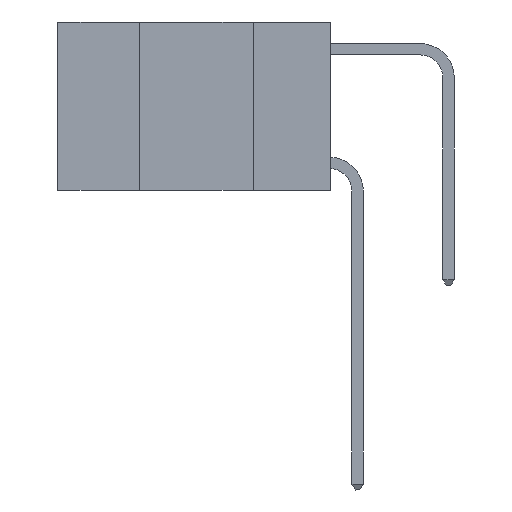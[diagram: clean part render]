
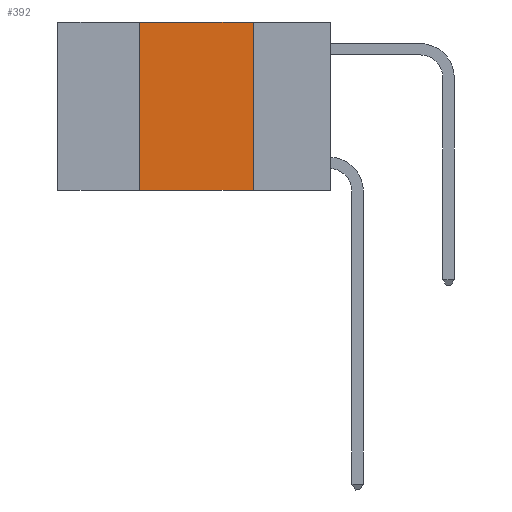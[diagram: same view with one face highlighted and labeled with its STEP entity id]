
A CAD part, left-side view. The second image highlights one B-rep face of the part: STEP entity #392.
In plain terms, the highlighted planar face has unit normal (-1, 0, 0).
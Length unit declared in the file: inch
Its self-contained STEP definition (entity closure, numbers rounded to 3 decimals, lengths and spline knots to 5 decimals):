
#392 = ADVANCED_FACE ( 'NONE', ( #10814 ), #8151, .F. ) ;
#576 = VERTEX_POINT ( 'NONE', #11472 ) ;
#627 = CARTESIAN_POINT ( 'NONE',  ( 0., 0.6, 0. ) ) ;
#905 = ORIENTED_EDGE ( 'NONE', *, *, #7316, .F. ) ;
#1573 = LINE ( 'NONE', #10421, #8176 ) ;
#1666 = EDGE_LOOP ( 'NONE', ( #10158, #7871, #905, #6108 ) ) ;
#1745 = EDGE_CURVE ( 'NONE', #10822, #9787, #1573, .T. ) ;
#3208 = DIRECTION ( 'NONE',  ( 0., -1., 0. ) ) ;
#3354 = CARTESIAN_POINT ( 'NONE',  ( 0., 0.6, 0. ) ) ;
#3379 = CARTESIAN_POINT ( 'NONE',  ( 0., 0.42, 0. ) ) ;
#3552 = LINE ( 'NONE', #3379, #7915 ) ;
#3645 = EDGE_CURVE ( 'NONE', #5456, #10822, #11161, .T. ) ;
#4069 = CARTESIAN_POINT ( 'NONE',  ( 0., 0.17, -0.37 ) ) ;
#4250 = DIRECTION ( 'NONE',  ( 0., -1., 0. ) ) ;
#4270 = DIRECTION ( 'NONE',  ( 0., 0., 1. ) ) ;
#4819 = AXIS2_PLACEMENT_3D ( 'NONE', #627, #7435, #6225 ) ;
#4840 = LINE ( 'NONE', #9298, #9183 ) ;
#4929 = EDGE_CURVE ( 'NONE', #576, #9787, #4840, .T. ) ;
#5456 = VERTEX_POINT ( 'NONE', #8280 ) ;
#6108 = ORIENTED_EDGE ( 'NONE', *, *, #4929, .T. ) ;
#6225 = DIRECTION ( 'NONE',  ( 0., 0., -1. ) ) ;
#7316 = EDGE_CURVE ( 'NONE', #576, #5456, #3552, .T. ) ;
#7435 = DIRECTION ( 'NONE',  ( 1., 0., 0. ) ) ;
#7871 = ORIENTED_EDGE ( 'NONE', *, *, #3645, .F. ) ;
#7915 = VECTOR ( 'NONE', #4270, 39.37008 ) ;
#8151 = PLANE ( 'NONE',  #4819 ) ;
#8176 = VECTOR ( 'NONE', #9562, 39.37008 ) ;
#8280 = CARTESIAN_POINT ( 'NONE',  ( 0., 0.42, 0. ) ) ;
#9183 = VECTOR ( 'NONE', #3208, 39.37008 ) ;
#9298 = CARTESIAN_POINT ( 'NONE',  ( 0., 0.6, -0.37 ) ) ;
#9562 = DIRECTION ( 'NONE',  ( 0., 0., -1. ) ) ;
#9787 = VERTEX_POINT ( 'NONE', #4069 ) ;
#10158 = ORIENTED_EDGE ( 'NONE', *, *, #1745, .F. ) ;
#10362 = CARTESIAN_POINT ( 'NONE',  ( 0., 0.17, 0. ) ) ;
#10421 = CARTESIAN_POINT ( 'NONE',  ( 0., 0.17, 0. ) ) ;
#10814 = FACE_OUTER_BOUND ( 'NONE', #1666, .T. ) ;
#10822 = VERTEX_POINT ( 'NONE', #10362 ) ;
#10908 = VECTOR ( 'NONE', #4250, 39.37008 ) ;
#11161 = LINE ( 'NONE', #3354, #10908 ) ;
#11472 = CARTESIAN_POINT ( 'NONE',  ( 0., 0.42, -0.37 ) ) ;
